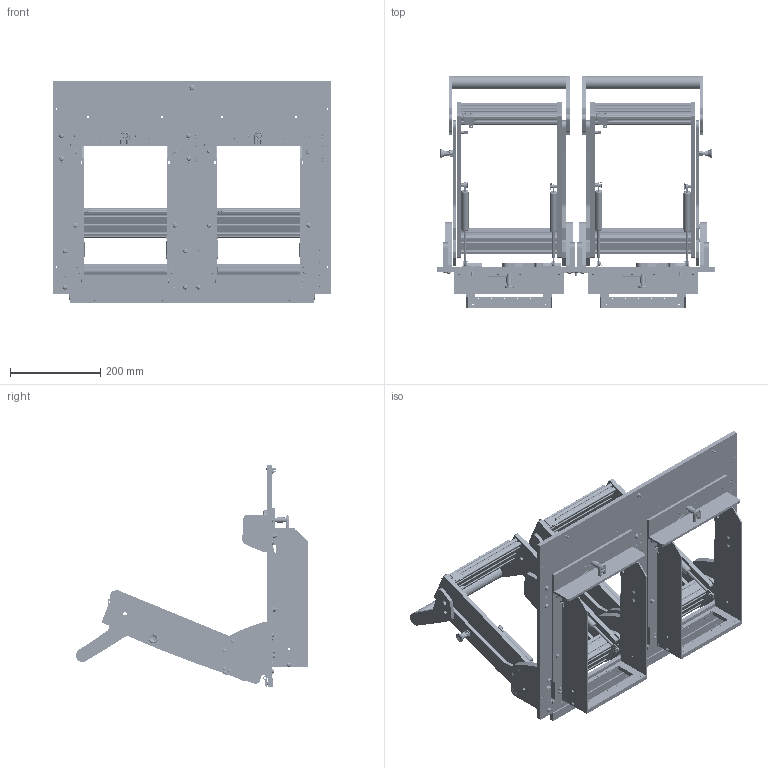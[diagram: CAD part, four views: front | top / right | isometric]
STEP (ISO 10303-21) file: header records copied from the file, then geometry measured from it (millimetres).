
FILE_DESCRIPTION (( 'STEP AP214' ), '1' );
FILE_NAME ('INGUN_40900_open.STEP', '2023-03-09T13:43:28', ( '' ), ( '' ), 'SwSTEP 2.0', 'SolidWorks 2021', '' );
FILE_SCHEMA (( 'AUTOMOTIVE_DESIGN' ));
Length unit declared in the file: millimetre
Products named in the file (76): ISO7380~n_M05,0x020; 34328~1_S; 109779~1_offen<S>; 32578~1_S; 2528~0; 109948~0_KUNDE<S>; 31194~0; 39891~3_KUNDE<S>; DIN6325~n_02,0m6x020; K_02037~0_Standard ohne Dyn Punkt<Standard>; DIN125~n_06,4 M06,0 Fase; DIN6325~n_02,0m6x010; ISO7380~n_M05,0x008; 37189~1_S; ISO7380~n_M03,0x005; 55713~1_KUNDE<S>; 40569~1_S; DIN912~n_M04,0x016; DIN6325~n_03,0m6x010; 53836~2_KUNDE<S>; 36175~4_S; DIN7991~n_M05,0x020; 109933~0_KUNDE<S>; DIN125~n_05,3 M05,0 Fase; DIN7991~n_M05,0x016; 39894~2_KUNDE<S>; DIN6325~n_04,0m6x014; K_02037~0; 114566~0_S; DIN6325~n_04,0m6x016; 109950~0_KUNDE<S>; DIN125~n_04,3 M04,0; 32587~6_S; 35649~1_S; 2281~0; 111995~1_S; 35663~9_S; ISO7380~n_M04,0x020; 36177~2; 35150~0_S ...
Assembly tree (246 placements, depth 5):
  INGUN_40900_open
    109779~1_offen<S>
      39945~11_S
      2281~0_180ø<Standard>  x3
        2281~0
      32341~6_S
      53031~0_S
      DIN7991~n_M05,0x016  x20
      DIN7991~n_M05,0x020  x12
      DIN125~n_05,3 M05,0 Fase  x8
      DIN985-A2~n_M05,0  x8
      DIN6325~n_04,0m6x024  x2
      DIN6325~n_04,0m6x016  x4
      DIN7991~n_M03,0x016 VA  x4
      DIN912~n_M04,0x012  x2
      DIN6325~n_02,0m6x020  x2
      DIN6325~n_03,0m6x010  x8
      ISO7380~n_M05,0x008  x4
      36175~4_S  x2
      35662~11_S  x2
      35663~9_S  x2
      35649~1_S  x2
      37189~1_S  x2
      31253~0_S  x2
      30955~0_S  x2
      30915~0  x2
      ASR~asr_拱04,2x07x拌8  x4
      2528~0  x4
      31109~0  x2
      114566~0_S  x4
        112087~1_S
          111995~1_S
          112086~2_S
          DIN125~n_05,3 M05,0 Fase
        49317~0
        DIN912~n_M04,0x016
        DIN125~n_04,3 M04,0
        DIN125~n_06,4 M06,0 Fase
      36201~3_S  x2
    ISO7380~n_M05,0x020  x9
    DIN125~n_05,3 M05,0 Fase  x9
    DIN6325~n_04,0m6x014  x11
    109949~0_KUNDE<S>  x2
      55713~1_KUNDE<S>
    109950~0_KUNDE<S>  x2
      55713~1_KUNDE<S>
    109933~0_KUNDE<S>  x2
      53836~2_KUNDE<S>
      53837~3_KUNDE<S>
      34328~1_S
      40571~0_mit Lehre gebohrt<S>
      40569~1_S
      32587~6_S
      35097~0
      36177~2
      35150~0_S
      32724~1
      3521~0_Spring Pin ISO 8752 - 3 x 16 - St
      32578~1_S
      ISO7380~n_M03,0x005
Bounding box: 616 x 513.78 x 492 mm (x, y, z)
Volume: 6085102.3 mm3; surface area: 2322821.2 mm2
Topology: 304 solids, 304 shells, 7292 faces, 18411 edges, 11704 vertices
Faces by surface type: cylinder 3057, plane 2709, cone 1100, bspline 186, torus 124, sphere 116
Entity records: 84326 total; most frequent: CARTESIAN_POINT 14852, DIRECTION 14279, ORIENTED_EDGE 12576, EDGE_CURVE 6288, AXIS2_PLACEMENT_3D 5460, VERTEX_POINT 4062, LINE 3359, VECTOR 3359
